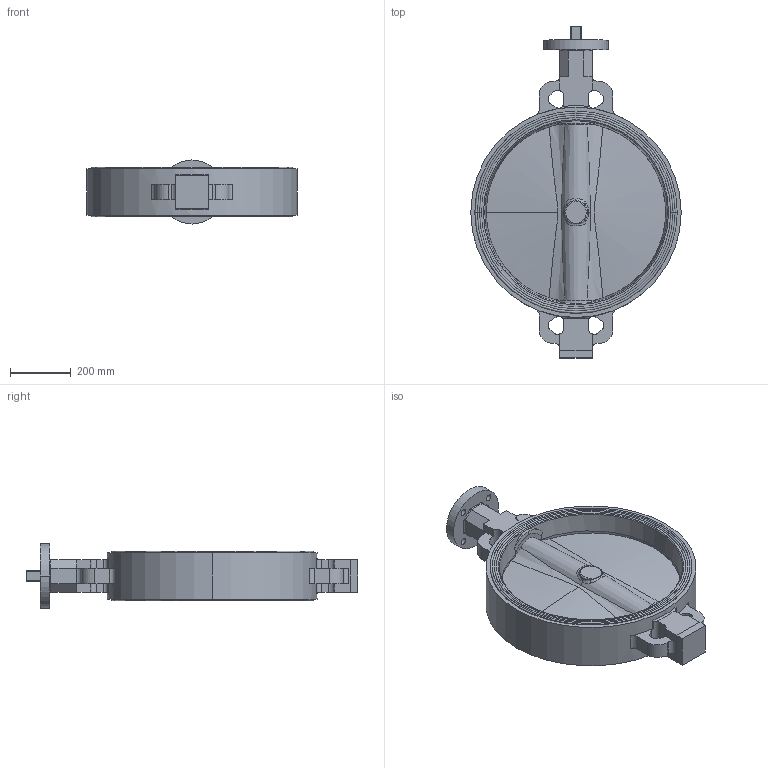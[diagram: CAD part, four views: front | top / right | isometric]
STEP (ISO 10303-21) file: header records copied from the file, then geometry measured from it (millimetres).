
FILE_DESCRIPTION (( 'STEP AP214' ), '1' );
FILE_NAME ('NS-2400-WAFER.step', '2019-03-07T21:02:36', ( '' ), ( '' ), 'SwSTEP 2.0', 'SolidWorks 2019', '' );
FILE_SCHEMA (( 'AUTOMOTIVE_DESIGN' ));
Length unit declared in the file: inch
Products named in the file (1): NS-2400-WAFER
Bounding box: 690 x 1088.59 x 210 mm (x, y, z)
Surface area: 1754283.6 mm2 (no closed solid volume)
Topology: 0 solids, 8 shells, 218 faces, 633 edges, 419 vertices
Faces by surface type: plane 79, cylinder 74, torus 25, cone 24, bspline 16
Entity records: 16702 total; most frequent: CARTESIAN_POINT 8179, DIRECTION 1182, ORIENTED_EDGE 1166, EDGE_CURVE 633, AXIS2_PLACEMENT_3D 464, VERTEX_POINT 419, CIRCLE 261, VECTOR 254
